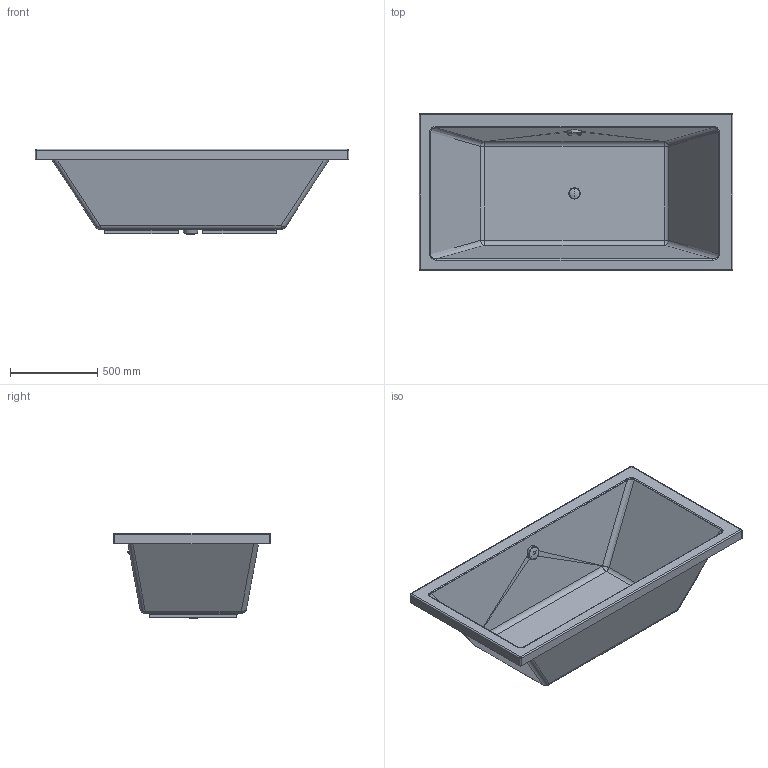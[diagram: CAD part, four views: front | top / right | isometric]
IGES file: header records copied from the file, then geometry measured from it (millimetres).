
Global section: file name: No Iges File Name specified; native system: AutoDesk Inventor R11.0; preprocessor: AutoDesk Inventor Iges Exporter R11.0; author: No Author specified; organization: No Organization specified; date: 20080823.152009; units: millimetre
Bounding box: 1800 x 900 x 490 mm (x, y, z)
Volume: 33193683 mm3; surface area: 6606710.9 mm2
Topology: 4 solids, 4 shells, 156 faces, 380 edges, 225 vertices
Faces by surface type: plane 51, cylinder 36, revolution 28, bspline 21, sphere 8, torus 8, cone 4
